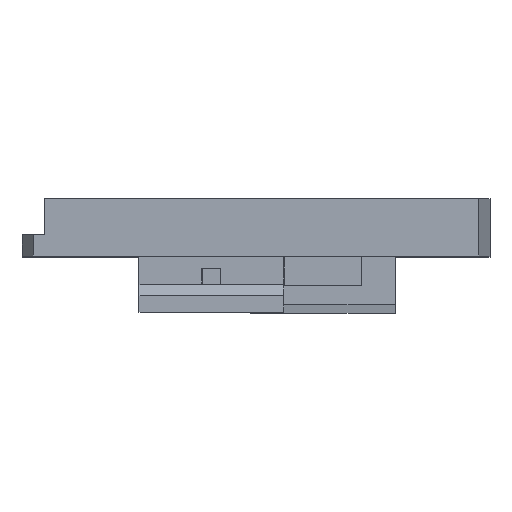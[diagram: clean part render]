
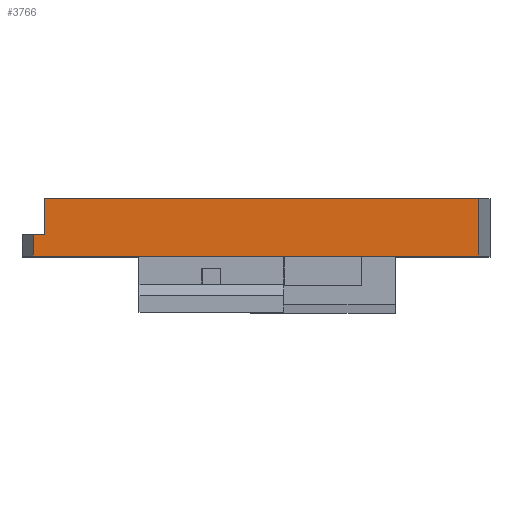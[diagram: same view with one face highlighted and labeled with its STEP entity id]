
A CAD part, top view. The second image highlights one B-rep face of the part: STEP entity #3766.
In plain terms, the highlighted planar face has unit normal (0, 0, 1).
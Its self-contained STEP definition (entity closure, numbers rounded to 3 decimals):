
#403=FACE_OUTER_BOUND('',#635,.T.);
#635=EDGE_LOOP('',(#2977,#2978,#2979,#2980,#2981,#2982));
#948=LINE('',#5762,#1289);
#983=LINE('',#5865,#1324);
#1010=LINE('',#5975,#1351);
#1013=LINE('',#5981,#1354);
#1018=LINE('',#5989,#1359);
#1029=LINE('',#6012,#1370);
#1289=VECTOR('',#4454,10.);
#1324=VECTOR('',#4557,10.);
#1351=VECTOR('',#4686,10.);
#1354=VECTOR('',#4691,10.);
#1359=VECTOR('',#4698,10.);
#1370=VECTOR('',#4733,10.);
#1629=VERTEX_POINT('',#5745);
#1637=VERTEX_POINT('',#5760);
#1670=VERTEX_POINT('',#5862);
#1671=VERTEX_POINT('',#5864);
#1703=VERTEX_POINT('',#5973);
#1704=VERTEX_POINT('',#5978);
#2042=EDGE_CURVE('',#1637,#1629,#948,.T.);
#2095=EDGE_CURVE('',#1670,#1671,#983,.T.);
#2146=EDGE_CURVE('',#1670,#1703,#1010,.T.);
#2149=EDGE_CURVE('',#1703,#1704,#1013,.T.);
#2154=EDGE_CURVE('',#1704,#1629,#1018,.T.);
#2165=EDGE_CURVE('',#1671,#1637,#1029,.T.);
#2977=ORIENTED_EDGE('',*,*,#2149,.T.);
#2978=ORIENTED_EDGE('',*,*,#2154,.T.);
#2979=ORIENTED_EDGE('',*,*,#2042,.F.);
#2980=ORIENTED_EDGE('',*,*,#2165,.F.);
#2981=ORIENTED_EDGE('',*,*,#2095,.F.);
#2982=ORIENTED_EDGE('',*,*,#2146,.T.);
#3618=PLANE('',#4076);
#3766=ADVANCED_FACE('',(#403),#3618,.T.);
#4076=AXIS2_PLACEMENT_3D('',#6011,#4731,#4732);
#4454=DIRECTION('',(-1.,0.,0.));
#4557=DIRECTION('',(1.,0.,0.));
#4686=DIRECTION('',(0.,-1.,0.));
#4691=DIRECTION('',(-1.,0.,0.));
#4698=DIRECTION('',(0.,-1.,0.));
#4731=DIRECTION('center_axis',(0.,0.,1.));
#4732=DIRECTION('ref_axis',(-1.,0.,0.));
#4733=DIRECTION('',(0.,-1.,0.));
#5745=CARTESIAN_POINT('',(-40.,-10.3,60.));
#5760=CARTESIAN_POINT('',(40.,-10.3,60.));
#5762=CARTESIAN_POINT('',(20.,-10.3,60.));
#5862=CARTESIAN_POINT('',(-38.,0.,60.));
#5864=CARTESIAN_POINT('',(40.,0.,60.));
#5865=CARTESIAN_POINT('',(-40.,0.,60.));
#5973=CARTESIAN_POINT('',(-38.,-6.5,60.));
#5975=CARTESIAN_POINT('',(-38.,0.,60.));
#5978=CARTESIAN_POINT('',(-40.,-6.5,60.));
#5981=CARTESIAN_POINT('',(0.,-6.5,60.));
#5989=CARTESIAN_POINT('',(-40.,0.,60.));
#6011=CARTESIAN_POINT('Origin',(40.,0.,60.));
#6012=CARTESIAN_POINT('',(40.,0.,60.));
